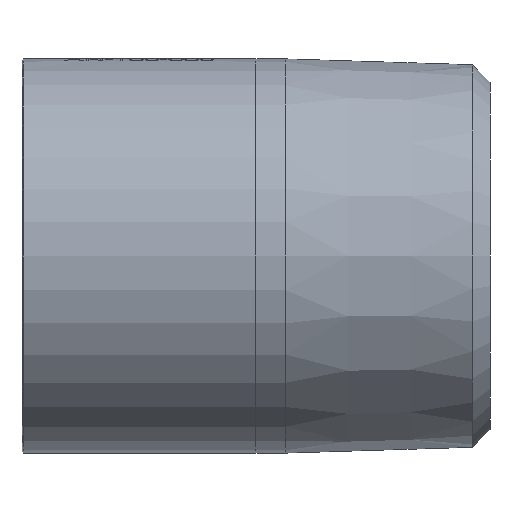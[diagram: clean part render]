
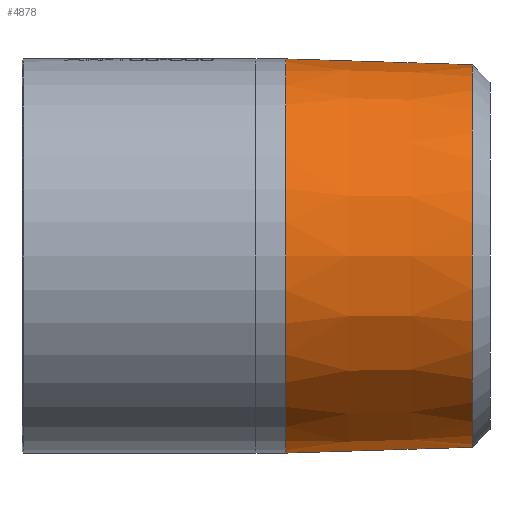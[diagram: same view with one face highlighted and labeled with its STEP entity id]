
A CAD part, front view. The second image highlights one B-rep face of the part: STEP entity #4878.
In plain terms, the highlighted conical face has half-angle 1.79 degrees and reference radius 16.625 mm.
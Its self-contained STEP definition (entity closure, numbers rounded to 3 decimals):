
#856 = LINE ( 'NONE', #905, #2654 ) ;
#905 = CARTESIAN_POINT ( 'NONE',  ( 29.6, 0., -16.625 ) ) ;
#996 = LINE ( 'NONE', #9172, #10272 ) ;
#1066 = CIRCLE ( 'NONE', #15370, 16.347 ) ;
#1206 = VERTEX_POINT ( 'NONE', #9592 ) ;
#2360 = CARTESIAN_POINT ( 'NONE',  ( 22.544, 0., -16.845 ) ) ;
#2460 = DIRECTION ( 'NONE',  ( -1., 0., 0. ) ) ;
#2654 = VECTOR ( 'NONE', #10076, 1000. ) ;
#3075 = EDGE_LOOP ( 'NONE', ( #5433, #13332, #10953, #8549 ) ) ;
#3524 = VERTEX_POINT ( 'NONE', #9707 ) ;
#4114 = EDGE_CURVE ( 'NONE', #11964, #16428, #856, .T. ) ;
#4141 = EDGE_CURVE ( 'NONE', #16428, #1206, #4667, .T. ) ;
#4667 = CIRCLE ( 'NONE', #12620, 16.845 ) ;
#4736 = DIRECTION ( 'NONE',  ( -1., 0., 0. ) ) ;
#4878 = ADVANCED_FACE ( 'NONE', ( #12297 ), #13302, .T. ) ;
#5433 = ORIENTED_EDGE ( 'NONE', *, *, #4114, .F. ) ;
#5547 = CARTESIAN_POINT ( 'NONE',  ( 38.472, 0., -16.347 ) ) ;
#5933 = EDGE_CURVE ( 'NONE', #3524, #1206, #996, .T. ) ;
#8549 = ORIENTED_EDGE ( 'NONE', *, *, #4141, .F. ) ;
#9172 = CARTESIAN_POINT ( 'NONE',  ( 29.6, 0., 16.625 ) ) ;
#9592 = CARTESIAN_POINT ( 'NONE',  ( 22.544, 0., 16.845 ) ) ;
#9707 = CARTESIAN_POINT ( 'NONE',  ( 38.472, 0., 16.347 ) ) ;
#10076 = DIRECTION ( 'NONE',  ( -1., 0., -0.031 ) ) ;
#10272 = VECTOR ( 'NONE', #14298, 1000. ) ;
#10792 = DIRECTION ( 'NONE',  ( 0., 0., 1. ) ) ;
#10953 = ORIENTED_EDGE ( 'NONE', *, *, #5933, .T. ) ;
#11385 = DIRECTION ( 'NONE',  ( 0., 0., 1. ) ) ;
#11734 = CARTESIAN_POINT ( 'NONE',  ( 38.472, 0., 0. ) ) ;
#11851 = DIRECTION ( 'NONE',  ( -1., 0., 0. ) ) ;
#11964 = VERTEX_POINT ( 'NONE', #5547 ) ;
#12297 = FACE_OUTER_BOUND ( 'NONE', #3075, .T. ) ;
#12620 = AXIS2_PLACEMENT_3D ( 'NONE', #12762, #2460, #15376 ) ;
#12762 = CARTESIAN_POINT ( 'NONE',  ( 22.544, 0., 0. ) ) ;
#12816 = EDGE_CURVE ( 'NONE', #11964, #3524, #1066, .T. ) ;
#13260 = AXIS2_PLACEMENT_3D ( 'NONE', #14900, #4736, #11385 ) ;
#13302 = CONICAL_SURFACE ( 'NONE', #13260, 16.625, 0.031 ) ;
#13332 = ORIENTED_EDGE ( 'NONE', *, *, #12816, .T. ) ;
#14298 = DIRECTION ( 'NONE',  ( -1., 0., 0.031 ) ) ;
#14900 = CARTESIAN_POINT ( 'NONE',  ( 29.6, 0., 0. ) ) ;
#15370 = AXIS2_PLACEMENT_3D ( 'NONE', #11734, #11851, #10792 ) ;
#15376 = DIRECTION ( 'NONE',  ( 0., 0., 1. ) ) ;
#16428 = VERTEX_POINT ( 'NONE', #2360 ) ;
